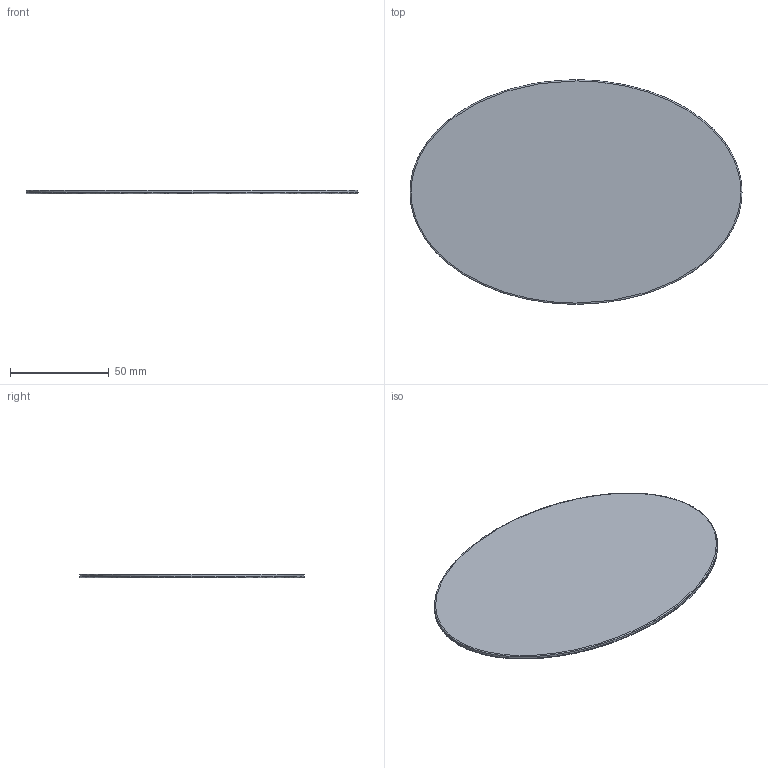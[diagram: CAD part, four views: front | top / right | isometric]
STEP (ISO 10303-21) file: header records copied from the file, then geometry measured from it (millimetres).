
FILE_DESCRIPTION(('FreeCAD Model'),'2;1');
FILE_NAME('Open CASCADE Shape Model','2025-02-26T13:27:45',(''),(''), 'Open CASCADE STEP processor 7.8','FreeCAD','Unknown');
FILE_SCHEMA(('AUTOMOTIVE_DESIGN { 1 0 10303 214 1 1 1 1 }'));
Length unit declared in the file: millimetre
Products named in the file (1): Body
Bounding box: 167.9 x 113.5 x 2 mm (x, y, z)
Volume: 29851.6 mm3; surface area: 30600.5 mm2
Topology: 1 solids, 1 shells, 14 faces, 28 edges, 16 vertices
Faces by surface type: bspline 12, plane 2
Entity records: 778 total; most frequent: CARTESIAN_POINT 591, ORIENTED_EDGE 56, EDGE_CURVE 28, VERTEX_POINT 16, ADVANCED_FACE 14, FACE_BOUND 14, EDGE_LOOP 14, DIRECTION 6
